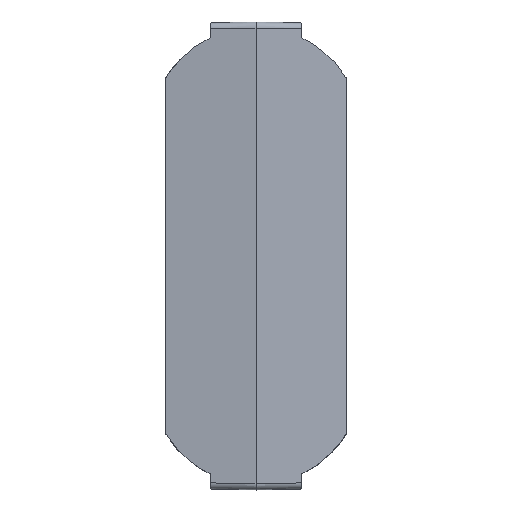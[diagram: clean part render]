
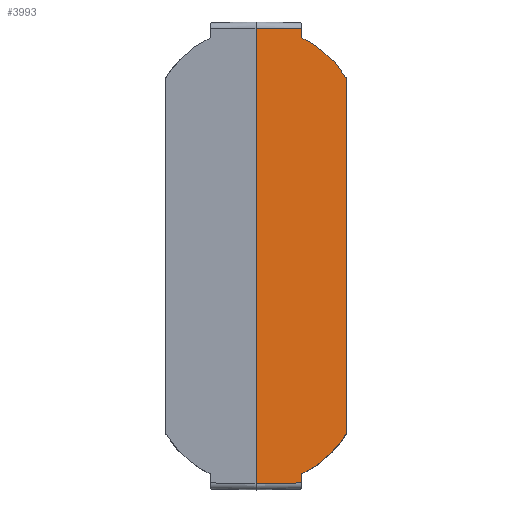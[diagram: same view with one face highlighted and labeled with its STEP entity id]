
A CAD part, top view. The second image highlights one B-rep face of the part: STEP entity #3993.
In plain terms, the highlighted planar face has unit normal (0.087, 0, 0.996).
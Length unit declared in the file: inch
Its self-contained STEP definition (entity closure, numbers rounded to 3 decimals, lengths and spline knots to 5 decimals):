
#80 = CARTESIAN_POINT ( 'NONE',  ( 0.37, 0.72161, 0.20763 ) ) ;
#82 = EDGE_CURVE ( 'NONE', #2444, #3407, #723, .T. ) ;
#99 = CARTESIAN_POINT ( 'NONE',  ( 0.26138, -0.8542, 0.21713 ) ) ;
#118 = EDGE_CURVE ( 'NONE', #3188, #2077, #2659, .T. ) ;
#122 = CARTESIAN_POINT ( 'NONE',  ( 0.1875, 0.92676, 0.2236 ) ) ;
#208 = ORIENTED_EDGE ( 'NONE', *, *, #4141, .F. ) ;
#327 = CARTESIAN_POINT ( 'NONE',  ( 0.37, 0.71687, 0.20763 ) ) ;
#336 = VERTEX_POINT ( 'NONE', #327 ) ;
#401 = DIRECTION ( 'NONE',  ( 0.996, 0.017, -0.087 ) ) ;
#416 = ORIENTED_EDGE ( 'NONE', *, *, #1607, .F. ) ;
#431 = CARTESIAN_POINT ( 'NONE',  ( 0.37, 0.71687, 0.20763 ) ) ;
#540 = CARTESIAN_POINT ( 'NONE',  ( 0.1875, -0.88974, 0.2236 ) ) ;
#547 = VECTOR ( 'NONE', #401, 39.37008 ) ;
#555 = VECTOR ( 'NONE', #3608, 39.37008 ) ;
#571 = ORIENTED_EDGE ( 'NONE', *, *, #82, .T. ) ;
#644 = CARTESIAN_POINT ( 'NONE',  ( 0.36617, 0.73017, 0.20796 ) ) ;
#723 = LINE ( 'NONE', #3224, #547 ) ;
#780 = VECTOR ( 'NONE', #3383, 39.37008 ) ;
#789 = CARTESIAN_POINT ( 'NONE',  ( 0.36869, -0.72616, 0.20774 ) ) ;
#811 = CARTESIAN_POINT ( 'NONE',  ( 0., 0., 0.24 ) ) ;
#888 = FACE_OUTER_BOUND ( 'NONE', #3078, .T. ) ;
#916 = CARTESIAN_POINT ( 'NONE',  ( 0., 0.93003, 0.24 ) ) ;
#929 = CARTESIAN_POINT ( 'NONE',  ( 0., 0., 0.24 ) ) ;
#989 = CARTESIAN_POINT ( 'NONE',  ( 0.36617, 0.73017, 0.20796 ) ) ;
#1025 = VERTEX_POINT ( 'NONE', #989 ) ;
#1027 = VERTEX_POINT ( 'NONE', #3679 ) ;
#1052 =( BOUNDED_CURVE ( )  B_SPLINE_CURVE ( 3, ( #1490, #789, #4295, #1109 ),
 .UNSPECIFIED., .F., .T. ) 
 B_SPLINE_CURVE_WITH_KNOTS ( ( 4, 4 ),
 ( 5.722, 6.28319 ),
 .UNSPECIFIED. ) 
 CURVE ( )  GEOMETRIC_REPRESENTATION_ITEM ( )  RATIONAL_B_SPLINE_CURVE ( ( 1., 0.974, 0.974, 1. ) ) 
 REPRESENTATION_ITEM ( '' )  );
#1109 = CARTESIAN_POINT ( 'NONE',  ( 0.37, -0.71687, 0.20763 ) ) ;
#1188 = CARTESIAN_POINT ( 'NONE',  ( 0.1875, 0., 0.2236 ) ) ;
#1230 = AXIS2_PLACEMENT_3D ( 'NONE', #929, #2341, #2711 ) ;
#1282 = LINE ( 'NONE', #2596, #780 ) ;
#1319 = CARTESIAN_POINT ( 'NONE',  ( 0.1875, 0.88974, 0.2236 ) ) ;
#1337 = CARTESIAN_POINT ( 'NONE',  ( 0.1875, -0.88974, 0.2236 ) ) ;
#1490 = CARTESIAN_POINT ( 'NONE',  ( 0.36617, -0.73017, 0.20796 ) ) ;
#1499 = CARTESIAN_POINT ( 'NONE',  ( 0.36617, 0.73017, 0.20796 ) ) ;
#1523 = DIRECTION ( 'NONE',  ( -0.996, 0.017, 0.087 ) ) ;
#1541 = DIRECTION ( 'NONE',  ( 0., -1., 0. ) ) ;
#1607 = EDGE_CURVE ( 'NONE', #3188, #3407, #4317, .T. ) ;
#1621 = EDGE_CURVE ( 'NONE', #2077, #1027, #1052, .T. ) ;
#1659 = VERTEX_POINT ( 'NONE', #122 ) ;
#1676 = EDGE_CURVE ( 'NONE', #2444, #3200, #3240, .T. ) ;
#1830 = EDGE_CURVE ( 'NONE', #336, #1027, #1282, .T. ) ;
#1918 = CARTESIAN_POINT ( 'NONE',  ( 0.36617, -0.73017, 0.20796 ) ) ;
#1924 = ORIENTED_EDGE ( 'NONE', *, *, #118, .T. ) ;
#1937 = CARTESIAN_POINT ( 'NONE',  ( 0.36617, -0.73017, 0.20796 ) ) ;
#1960 = VECTOR ( 'NONE', #1541, 39.37008 ) ;
#2037 = LINE ( 'NONE', #4029, #2608 ) ;
#2077 = VERTEX_POINT ( 'NONE', #1918 ) ;
#2093 =( BOUNDED_CURVE ( )  B_SPLINE_CURVE ( 3, ( #431, #80, #4011, #1499 ),
 .UNSPECIFIED., .F., .F. ) 
 B_SPLINE_CURVE_WITH_KNOTS ( ( 4, 4 ),
 ( 0., 0.56118 ),
 .UNSPECIFIED. ) 
 CURVE ( )  GEOMETRIC_REPRESENTATION_ITEM ( )  RATIONAL_B_SPLINE_CURVE ( ( 1., 0.974, 0.974, 1. ) ) 
 REPRESENTATION_ITEM ( '' )  );
#2102 = VECTOR ( 'NONE', #1523, 39.37008 ) ;
#2157 = ORIENTED_EDGE ( 'NONE', *, *, #1676, .F. ) ;
#2185 = CARTESIAN_POINT ( 'NONE',  ( 0.01611, 0.92975, 0.23859 ) ) ;
#2267 = EDGE_CURVE ( 'NONE', #1025, #3959, #3431, .T. ) ;
#2341 = DIRECTION ( 'NONE',  ( 0.087, 0., 0.996 ) ) ;
#2444 = VERTEX_POINT ( 'NONE', #4172 ) ;
#2462 = ORIENTED_EDGE ( 'NONE', *, *, #2267, .T. ) ;
#2596 = CARTESIAN_POINT ( 'NONE',  ( 0.37, 0., 0.20763 ) ) ;
#2608 = VECTOR ( 'NONE', #3406, 39.37008 ) ;
#2659 =( BOUNDED_CURVE ( )  B_SPLINE_CURVE ( 3, ( #540, #99, #3719, #1937 ),
 .UNSPECIFIED., .F., .T. ) 
 B_SPLINE_CURVE_WITH_KNOTS ( ( 4, 4 ),
 ( 5.16079, 5.722 ),
 .UNSPECIFIED. ) 
 CURVE ( )  GEOMETRIC_REPRESENTATION_ITEM ( )  RATIONAL_B_SPLINE_CURVE ( ( 1., 0.974, 0.974, 1. ) ) 
 REPRESENTATION_ITEM ( '' )  );
#2676 = ORIENTED_EDGE ( 'NONE', *, *, #3446, .T. ) ;
#2711 = DIRECTION ( 'NONE',  ( 0.996, 0., -0.087 ) ) ;
#2995 = CARTESIAN_POINT ( 'NONE',  ( 0.1875, 0.88974, 0.2236 ) ) ;
#3049 = CARTESIAN_POINT ( 'NONE',  ( 0.32253, 0.79958, 0.21178 ) ) ;
#3078 = EDGE_LOOP ( 'NONE', ( #2157, #571, #416, #1924, #3318, #3871, #4284, #2462, #208, #2676 ) ) ;
#3188 = VERTEX_POINT ( 'NONE', #1337 ) ;
#3200 = VERTEX_POINT ( 'NONE', #916 ) ;
#3224 = CARTESIAN_POINT ( 'NONE',  ( 0.18707, -0.92677, 0.22363 ) ) ;
#3240 = LINE ( 'NONE', #811, #555 ) ;
#3318 = ORIENTED_EDGE ( 'NONE', *, *, #1621, .T. ) ;
#3383 = DIRECTION ( 'NONE',  ( 0., -1., 0. ) ) ;
#3406 = DIRECTION ( 'NONE',  ( 0., -1., 0. ) ) ;
#3407 = VERTEX_POINT ( 'NONE', #4278 ) ;
#3431 =( BOUNDED_CURVE ( )  B_SPLINE_CURVE ( 3, ( #644, #3049, #4492, #1319 ),
 .UNSPECIFIED., .F., .T. ) 
 B_SPLINE_CURVE_WITH_KNOTS ( ( 4, 4 ),
 ( 0.56118, 1.12239 ),
 .UNSPECIFIED. ) 
 CURVE ( )  GEOMETRIC_REPRESENTATION_ITEM ( )  RATIONAL_B_SPLINE_CURVE ( ( 1., 0.974, 0.974, 1. ) ) 
 REPRESENTATION_ITEM ( '' )  );
#3446 = EDGE_CURVE ( 'NONE', #1659, #3200, #3915, .T. ) ;
#3513 = EDGE_CURVE ( 'NONE', #336, #1025, #2093, .T. ) ;
#3608 = DIRECTION ( 'NONE',  ( 0., 1., 0. ) ) ;
#3679 = CARTESIAN_POINT ( 'NONE',  ( 0.37, -0.71687, 0.20763 ) ) ;
#3719 = CARTESIAN_POINT ( 'NONE',  ( 0.32253, -0.79958, 0.21178 ) ) ;
#3871 = ORIENTED_EDGE ( 'NONE', *, *, #1830, .F. ) ;
#3915 = LINE ( 'NONE', #2185, #2102 ) ;
#3959 = VERTEX_POINT ( 'NONE', #2995 ) ;
#3993 = ADVANCED_FACE ( 'NONE', ( #888 ), #4076, .T. ) ;
#4011 = CARTESIAN_POINT ( 'NONE',  ( 0.36869, 0.72616, 0.20774 ) ) ;
#4029 = CARTESIAN_POINT ( 'NONE',  ( 0.1875, 0., 0.2236 ) ) ;
#4076 = PLANE ( 'NONE',  #1230 ) ;
#4141 = EDGE_CURVE ( 'NONE', #1659, #3959, #2037, .T. ) ;
#4172 = CARTESIAN_POINT ( 'NONE',  ( 0., -0.93003, 0.24 ) ) ;
#4278 = CARTESIAN_POINT ( 'NONE',  ( 0.1875, -0.92676, 0.2236 ) ) ;
#4284 = ORIENTED_EDGE ( 'NONE', *, *, #3513, .T. ) ;
#4295 = CARTESIAN_POINT ( 'NONE',  ( 0.37, -0.72161, 0.20763 ) ) ;
#4317 = LINE ( 'NONE', #1188, #1960 ) ;
#4492 = CARTESIAN_POINT ( 'NONE',  ( 0.26138, 0.8542, 0.21713 ) ) ;
